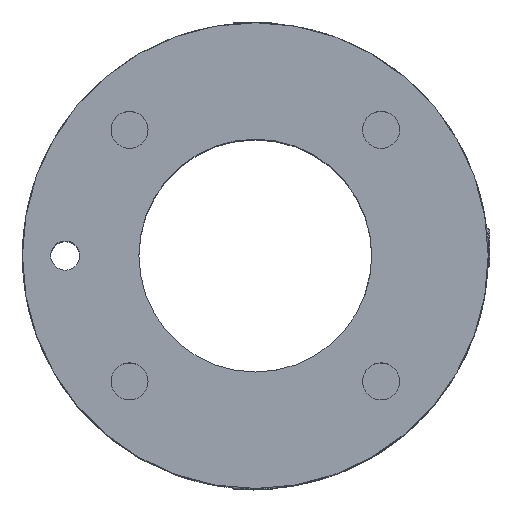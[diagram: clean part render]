
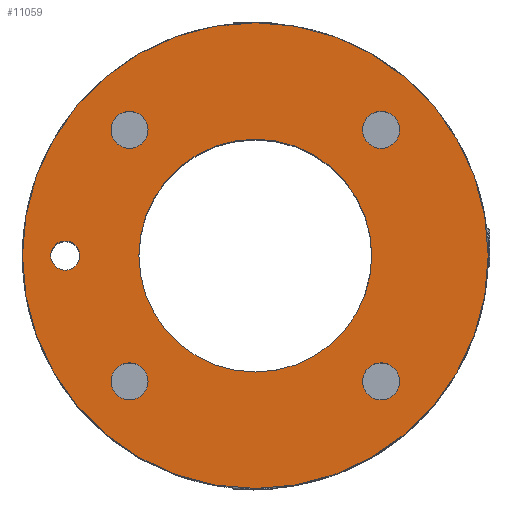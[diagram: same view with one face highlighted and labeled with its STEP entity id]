
A CAD part, top view. The second image highlights one B-rep face of the part: STEP entity #11059.
In plain terms, the highlighted planar face has unit normal (0, 0, 1).
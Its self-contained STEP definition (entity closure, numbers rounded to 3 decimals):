
#261 = ORIENTED_EDGE ( 'NONE', *, *, #29822, .F. ) ;
#445 = CIRCLE ( 'NONE', #8117, 25.4 ) ;
#774 = AXIS2_PLACEMENT_3D ( 'NONE', #24355, #10170, #26740 ) ;
#783 = CARTESIAN_POINT ( 'NONE',  ( -22.314, 0., 9.78 ) ) ;
#987 = EDGE_CURVE ( 'NONE', #3974, #16080, #6100, .T. ) ;
#1553 = EDGE_LOOP ( 'NONE', ( #11348, #18443 ) ) ;
#1911 = CARTESIAN_POINT ( 'NONE',  ( 13.716, -13.716, 9.78 ) ) ;
#1996 = CIRCLE ( 'NONE', #12630, 2.019 ) ;
#2097 = AXIS2_PLACEMENT_3D ( 'NONE', #27232, #13068, #29629 ) ;
#2338 = CARTESIAN_POINT ( 'NONE',  ( 15.735, -13.716, 9.78 ) ) ;
#2686 = AXIS2_PLACEMENT_3D ( 'NONE', #20448, #6225, #22819 ) ;
#2761 = VERTEX_POINT ( 'NONE', #7838 ) ;
#2941 = DIRECTION ( 'NONE',  ( 0., 0., 1. ) ) ;
#3406 = AXIS2_PLACEMENT_3D ( 'NONE', #6148, #22733, #8506 ) ;
#3479 = ORIENTED_EDGE ( 'NONE', *, *, #5092, .T. ) ;
#3782 = DIRECTION ( 'NONE',  ( 0., 0., 1. ) ) ;
#3974 = VERTEX_POINT ( 'NONE', #29576 ) ;
#4305 = DIRECTION ( 'NONE',  ( 1., 0., 0. ) ) ;
#4386 = AXIS2_PLACEMENT_3D ( 'NONE', #25134, #10939, #27525 ) ;
#4815 = DIRECTION ( 'NONE',  ( 0., 0., 1. ) ) ;
#4920 = ORIENTED_EDGE ( 'NONE', *, *, #22439, .F. ) ;
#5092 = EDGE_CURVE ( 'NONE', #12434, #11236, #9553, .T. ) ;
#5126 = FACE_BOUND ( 'NONE', #23618, .T. ) ;
#5459 = AXIS2_PLACEMENT_3D ( 'NONE', #25085, #10888, #27473 ) ;
#5570 = EDGE_CURVE ( 'NONE', #30535, #10767, #6244, .T. ) ;
#6048 = CARTESIAN_POINT ( 'NONE',  ( -15.735, 13.716, 9.78 ) ) ;
#6100 = CIRCLE ( 'NONE', #2097, 2.019 ) ;
#6148 = CARTESIAN_POINT ( 'NONE',  ( 0., 0., 9.78 ) ) ;
#6225 = DIRECTION ( 'NONE',  ( 0., 0., 1. ) ) ;
#6244 = CIRCLE ( 'NONE', #2686, 1.587 ) ;
#6481 = CARTESIAN_POINT ( 'NONE',  ( 13.716, 13.716, 9.78 ) ) ;
#7195 = EDGE_LOOP ( 'NONE', ( #261, #4920 ) ) ;
#7198 = CARTESIAN_POINT ( 'NONE',  ( 11.697, 13.716, 9.78 ) ) ;
#7345 = VERTEX_POINT ( 'NONE', #24386 ) ;
#7366 = FACE_OUTER_BOUND ( 'NONE', #13508, .T. ) ;
#7403 = ORIENTED_EDGE ( 'NONE', *, *, #987, .F. ) ;
#7838 = CARTESIAN_POINT ( 'NONE',  ( 12.7, 0., 9.78 ) ) ;
#8042 = EDGE_LOOP ( 'NONE', ( #7403, #18974 ) ) ;
#8117 = AXIS2_PLACEMENT_3D ( 'NONE', #18032, #3782, #20413 ) ;
#8275 = EDGE_CURVE ( 'NONE', #25284, #14366, #18444, .T. ) ;
#8503 = CARTESIAN_POINT ( 'NONE',  ( 13.716, 13.716, 9.78 ) ) ;
#8506 = DIRECTION ( 'NONE',  ( 1., 0., 0. ) ) ;
#8679 = CIRCLE ( 'NONE', #19902, 12.7 ) ;
#8718 = CARTESIAN_POINT ( 'NONE',  ( 0., 0., 9.78 ) ) ;
#8846 = DIRECTION ( 'NONE',  ( 1., 0., 0. ) ) ;
#9553 = CIRCLE ( 'NONE', #5459, 25.4 ) ;
#9987 = DIRECTION ( 'NONE',  ( 0., 0., 1. ) ) ;
#10170 = DIRECTION ( 'NONE',  ( 0., 0., 1. ) ) ;
#10174 = CARTESIAN_POINT ( 'NONE',  ( 25.4, 0., 9.78 ) ) ;
#10340 = EDGE_CURVE ( 'NONE', #10767, #30535, #30383, .T. ) ;
#10395 = CARTESIAN_POINT ( 'NONE',  ( -13.716, 13.716, 9.78 ) ) ;
#10767 = VERTEX_POINT ( 'NONE', #783 ) ;
#10870 = DIRECTION ( 'NONE',  ( 1., 0., 0. ) ) ;
#10888 = DIRECTION ( 'NONE',  ( 0., 0., 1. ) ) ;
#10939 = DIRECTION ( 'NONE',  ( 0., 0., 1. ) ) ;
#10943 = AXIS2_PLACEMENT_3D ( 'NONE', #6481, #23062, #8846 ) ;
#11059 = ADVANCED_FACE ( 'NONE', ( #29593, #5126, #23306, #7366, #11430, #17784, #17000 ), #11833, .T. ) ;
#11091 = DIRECTION ( 'NONE',  ( 1., 0., 0. ) ) ;
#11105 = VERTEX_POINT ( 'NONE', #7198 ) ;
#11236 = VERTEX_POINT ( 'NONE', #10174 ) ;
#11348 = ORIENTED_EDGE ( 'NONE', *, *, #18101, .F. ) ;
#11430 = FACE_BOUND ( 'NONE', #13319, .T. ) ;
#11690 = EDGE_CURVE ( 'NONE', #16224, #7345, #14012, .T. ) ;
#11833 = PLANE ( 'NONE',  #25190 ) ;
#11834 = ORIENTED_EDGE ( 'NONE', *, *, #30517, .T. ) ;
#12434 = VERTEX_POINT ( 'NONE', #23929 ) ;
#12463 = CARTESIAN_POINT ( 'NONE',  ( -15.735, -13.716, 9.78 ) ) ;
#12517 = EDGE_LOOP ( 'NONE', ( #20544, #29140 ) ) ;
#12630 = AXIS2_PLACEMENT_3D ( 'NONE', #8503, #25070, #10870 ) ;
#12780 = DIRECTION ( 'NONE',  ( 1., 0., 0. ) ) ;
#13068 = DIRECTION ( 'NONE',  ( 0., 0., 1. ) ) ;
#13319 = EDGE_LOOP ( 'NONE', ( #15647, #21594 ) ) ;
#13508 = EDGE_LOOP ( 'NONE', ( #3479, #11834 ) ) ;
#14012 = CIRCLE ( 'NONE', #4386, 2.019 ) ;
#14366 = VERTEX_POINT ( 'NONE', #26748 ) ;
#14555 = VERTEX_POINT ( 'NONE', #25401 ) ;
#15307 = ORIENTED_EDGE ( 'NONE', *, *, #29072, .F. ) ;
#15647 = ORIENTED_EDGE ( 'NONE', *, *, #10340, .F. ) ;
#16080 = VERTEX_POINT ( 'NONE', #2338 ) ;
#16224 = VERTEX_POINT ( 'NONE', #12463 ) ;
#16846 = AXIS2_PLACEMENT_3D ( 'NONE', #10395, #26962, #12780 ) ;
#17000 = FACE_BOUND ( 'NONE', #12517, .T. ) ;
#17164 = CARTESIAN_POINT ( 'NONE',  ( -20.726, 0., 9.78 ) ) ;
#17784 = FACE_BOUND ( 'NONE', #7195, .T. ) ;
#18032 = CARTESIAN_POINT ( 'NONE',  ( 0., 0., 9.78 ) ) ;
#18101 = EDGE_CURVE ( 'NONE', #14555, #2761, #26702, .T. ) ;
#18135 = CARTESIAN_POINT ( 'NONE',  ( -19.139, 0., 9.78 ) ) ;
#18443 = ORIENTED_EDGE ( 'NONE', *, *, #20966, .F. ) ;
#18444 = CIRCLE ( 'NONE', #16846, 2.019 ) ;
#18534 = DIRECTION ( 'NONE',  ( 0., 0., 1. ) ) ;
#18974 = ORIENTED_EDGE ( 'NONE', *, *, #29338, .F. ) ;
#19054 = CARTESIAN_POINT ( 'NONE',  ( 0., 0., 9.78 ) ) ;
#19075 = AXIS2_PLACEMENT_3D ( 'NONE', #17164, #2941, #19582 ) ;
#19582 = DIRECTION ( 'NONE',  ( 1., 0., 0. ) ) ;
#19902 = AXIS2_PLACEMENT_3D ( 'NONE', #8718, #25292, #11091 ) ;
#20413 = DIRECTION ( 'NONE',  ( 1., 0., 0. ) ) ;
#20448 = CARTESIAN_POINT ( 'NONE',  ( -20.726, 0., 9.78 ) ) ;
#20544 = ORIENTED_EDGE ( 'NONE', *, *, #11690, .F. ) ;
#20783 = EDGE_CURVE ( 'NONE', #7345, #16224, #23506, .T. ) ;
#20966 = EDGE_CURVE ( 'NONE', #2761, #14555, #8679, .T. ) ;
#21412 = DIRECTION ( 'NONE',  ( 1., 0., 0. ) ) ;
#21594 = ORIENTED_EDGE ( 'NONE', *, *, #5570, .F. ) ;
#21619 = VERTEX_POINT ( 'NONE', #25993 ) ;
#22031 = CIRCLE ( 'NONE', #23356, 2.019 ) ;
#22439 = EDGE_CURVE ( 'NONE', #21619, #11105, #30479, .T. ) ;
#22733 = DIRECTION ( 'NONE',  ( 0., 0., 1. ) ) ;
#22819 = DIRECTION ( 'NONE',  ( 1., 0., 0. ) ) ;
#23062 = DIRECTION ( 'NONE',  ( 0., 0., 1. ) ) ;
#23306 = FACE_BOUND ( 'NONE', #1553, .T. ) ;
#23356 = AXIS2_PLACEMENT_3D ( 'NONE', #1911, #18534, #4305 ) ;
#23506 = CIRCLE ( 'NONE', #774, 2.019 ) ;
#23618 = EDGE_LOOP ( 'NONE', ( #27353, #15307 ) ) ;
#23929 = CARTESIAN_POINT ( 'NONE',  ( -25.4, 0., 9.78 ) ) ;
#24185 = CARTESIAN_POINT ( 'NONE',  ( -13.716, 13.716, 9.78 ) ) ;
#24355 = CARTESIAN_POINT ( 'NONE',  ( -13.716, -13.716, 9.78 ) ) ;
#24386 = CARTESIAN_POINT ( 'NONE',  ( -11.697, -13.716, 9.78 ) ) ;
#25070 = DIRECTION ( 'NONE',  ( 0., 0., 1. ) ) ;
#25085 = CARTESIAN_POINT ( 'NONE',  ( 0., 0., 9.78 ) ) ;
#25134 = CARTESIAN_POINT ( 'NONE',  ( -13.716, -13.716, 9.78 ) ) ;
#25190 = AXIS2_PLACEMENT_3D ( 'NONE', #19054, #4815, #21412 ) ;
#25284 = VERTEX_POINT ( 'NONE', #6048 ) ;
#25292 = DIRECTION ( 'NONE',  ( 0., 0., 1. ) ) ;
#25401 = CARTESIAN_POINT ( 'NONE',  ( -12.7, 0., 9.78 ) ) ;
#25543 = AXIS2_PLACEMENT_3D ( 'NONE', #24185, #9987, #26553 ) ;
#25993 = CARTESIAN_POINT ( 'NONE',  ( 15.735, 13.716, 9.78 ) ) ;
#26456 = CIRCLE ( 'NONE', #25543, 2.019 ) ;
#26553 = DIRECTION ( 'NONE',  ( 1., 0., 0. ) ) ;
#26702 = CIRCLE ( 'NONE', #3406, 12.7 ) ;
#26740 = DIRECTION ( 'NONE',  ( 1., 0., 0. ) ) ;
#26748 = CARTESIAN_POINT ( 'NONE',  ( -11.697, 13.716, 9.78 ) ) ;
#26962 = DIRECTION ( 'NONE',  ( 0., 0., 1. ) ) ;
#27232 = CARTESIAN_POINT ( 'NONE',  ( 13.716, -13.716, 9.78 ) ) ;
#27353 = ORIENTED_EDGE ( 'NONE', *, *, #8275, .F. ) ;
#27473 = DIRECTION ( 'NONE',  ( 1., 0., 0. ) ) ;
#27525 = DIRECTION ( 'NONE',  ( 1., 0., 0. ) ) ;
#29072 = EDGE_CURVE ( 'NONE', #14366, #25284, #26456, .T. ) ;
#29140 = ORIENTED_EDGE ( 'NONE', *, *, #20783, .F. ) ;
#29338 = EDGE_CURVE ( 'NONE', #16080, #3974, #22031, .T. ) ;
#29576 = CARTESIAN_POINT ( 'NONE',  ( 11.697, -13.716, 9.78 ) ) ;
#29593 = FACE_BOUND ( 'NONE', #8042, .T. ) ;
#29629 = DIRECTION ( 'NONE',  ( 1., 0., 0. ) ) ;
#29822 = EDGE_CURVE ( 'NONE', #11105, #21619, #1996, .T. ) ;
#30383 = CIRCLE ( 'NONE', #19075, 1.587 ) ;
#30479 = CIRCLE ( 'NONE', #10943, 2.019 ) ;
#30517 = EDGE_CURVE ( 'NONE', #11236, #12434, #445, .T. ) ;
#30535 = VERTEX_POINT ( 'NONE', #18135 ) ;
